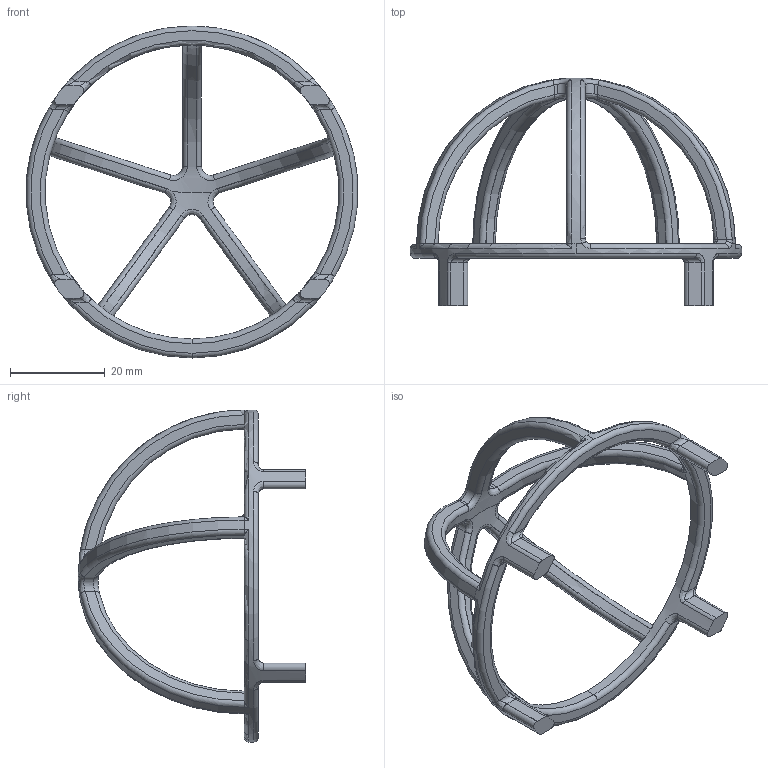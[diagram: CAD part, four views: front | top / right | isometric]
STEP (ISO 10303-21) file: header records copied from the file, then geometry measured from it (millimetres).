
FILE_DESCRIPTION (( 'STEP AP203' ), '1' );
FILE_NAME ('濘湛悵誘欶.STEP', '2024-03-29T07:46:24', ( '' ), ( '' ), 'SwSTEP 2.0', 'SolidWorks 2021', '' );
FILE_SCHEMA (( 'CONFIG_CONTROL_DESIGN' ));
Length unit declared in the file: millimetre
Products named in the file (1): 濘湛悵誘欶
Bounding box: 69.88 x 48 x 70 mm (x, y, z)
Volume: 6974.5 mm3; surface area: 6763.6 mm2
Topology: 1 solids, 1 shells, 166 faces, 443 edges, 267 vertices
Faces by surface type: cylinder 50, torus 47, bspline 34, plane 31, sphere 4
Entity records: 7310 total; most frequent: CARTESIAN_POINT 3230, ORIENTED_EDGE 882, DIRECTION 857, EDGE_CURVE 441, AXIS2_PLACEMENT_3D 376, VERTEX_POINT 267, CIRCLE 243, ADVANCED_FACE 166
